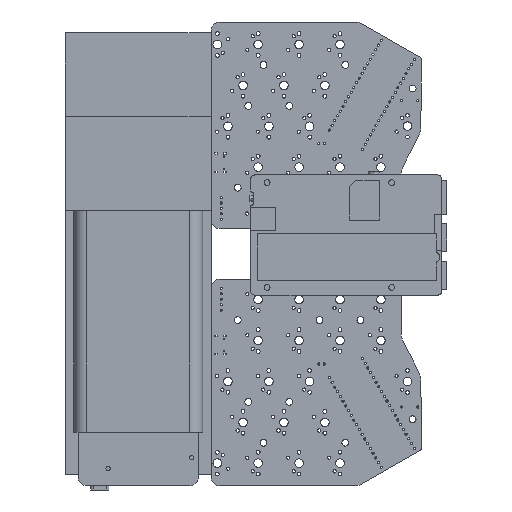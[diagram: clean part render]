
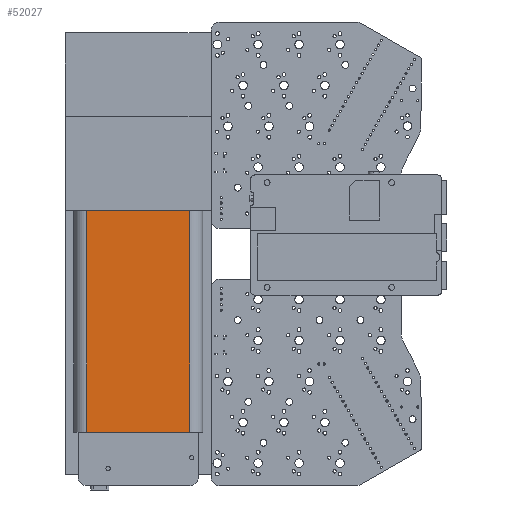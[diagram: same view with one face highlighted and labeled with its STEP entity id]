
A CAD part, front view. The second image highlights one B-rep face of the part: STEP entity #52027.
In plain terms, the highlighted face is planar.
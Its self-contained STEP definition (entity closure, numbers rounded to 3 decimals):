
#51579=DIRECTION('',(0.,0.,1.));
#51580=VECTOR('',#51579,48.);
#51581=CARTESIAN_POINT('',(-6.,0.,-24.));
#51582=LINE('',#51581,#51580);
#51599=DIRECTION('',(0.,-1.,0.));
#51600=VECTOR('',#51599,103.);
#51601=CARTESIAN_POINT('',(-6.,103.,24.));
#51602=LINE('',#51601,#51600);
#51603=DIRECTION('',(0.,-1.,0.));
#51604=VECTOR('',#51603,103.);
#51605=CARTESIAN_POINT('',(-6.,103.,-24.));
#51606=LINE('',#51605,#51604);
#51612=DIRECTION('',(0.,0.,1.));
#51613=VECTOR('',#51612,48.);
#51614=CARTESIAN_POINT('',(-6.,103.,-24.));
#51615=LINE('',#51614,#51613);
#51877=CARTESIAN_POINT('',(-6.,0.,24.));
#51879=VERTEX_POINT('',#51877);
#51881=CARTESIAN_POINT('',(-6.,103.,24.));
#51882=VERTEX_POINT('',#51881);
#51885=CARTESIAN_POINT('',(-6.,103.,-24.));
#51887=VERTEX_POINT('',#51885);
#51889=CARTESIAN_POINT('',(-6.,0.,-24.));
#51890=VERTEX_POINT('',#51889);
#52014=CARTESIAN_POINT('',(-6.,0.,-30.));
#52015=DIRECTION('',(-1.,0.,0.));
#52016=DIRECTION('',(0.,0.,1.));
#52017=AXIS2_PLACEMENT_3D('',#52014,#52015,#52016);
#52018=PLANE('',#52017);
#52019=ORIENTED_EDGE('',*,*,#52005,.T.);
#52020=ORIENTED_EDGE('',*,*,#51984,.F.);
#52022=ORIENTED_EDGE('',*,*,#52021,.F.);
#52024=ORIENTED_EDGE('',*,*,#52023,.T.);
#52025=EDGE_LOOP('',(#52019,#52020,#52022,#52024));
#52026=FACE_OUTER_BOUND('',#52025,.F.);
#52027=ADVANCED_FACE('',(#52026),#52018,.T.);
#51984=EDGE_CURVE('',#51890,#51879,#51582,.T.);
#52005=EDGE_CURVE('',#51882,#51879,#51602,.T.);
#52021=EDGE_CURVE('',#51887,#51890,#51606,.T.);
#52023=EDGE_CURVE('',#51887,#51882,#51615,.T.);
